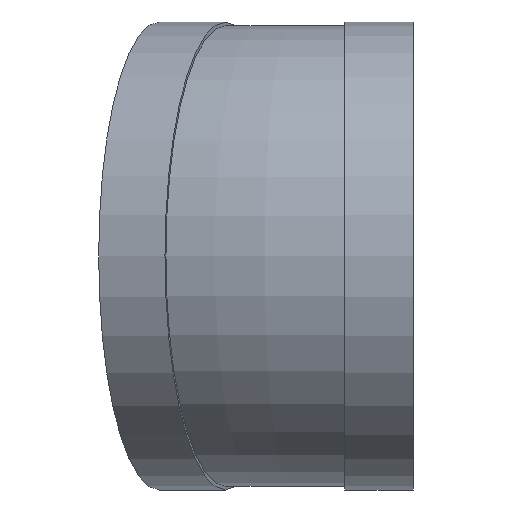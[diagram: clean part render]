
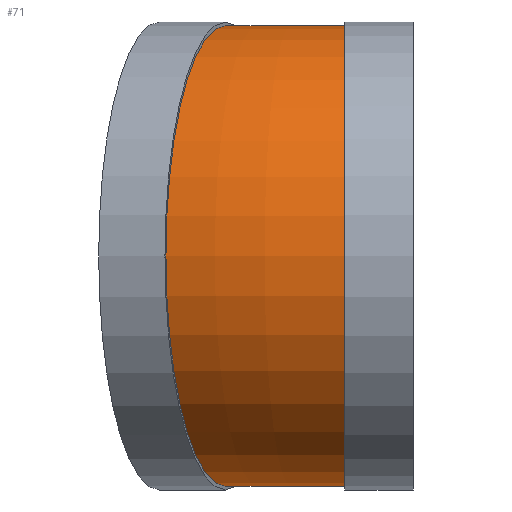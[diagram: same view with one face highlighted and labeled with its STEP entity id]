
A CAD part, left-side view. The second image highlights one B-rep face of the part: STEP entity #71.
In plain terms, the highlighted toroidal (fillet/blend) face has major radius 355 mm and minor radius 177.5 mm.
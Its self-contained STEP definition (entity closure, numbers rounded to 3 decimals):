
#71 = ADVANCED_FACE( '', ( #138, #139 ), #140, .T. );
#138 = FACE_OUTER_BOUND( '', #200, .T. );
#139 = FACE_OUTER_BOUND( '', #201, .T. );
#140 = TOROIDAL_SURFACE( '', #202, 355., 177.5 );
#200 = EDGE_LOOP( '', ( #262 ) );
#201 = EDGE_LOOP( '', ( #263 ) );
#202 = AXIS2_PLACEMENT_3D( '', #264, #265, #266 );
#262 = ORIENTED_EDGE( '', *, *, #316, .T. );
#263 = ORIENTED_EDGE( '', *, *, #314, .F. );
#264 = CARTESIAN_POINT( '', ( 355., 52.9, 0. ) );
#265 = DIRECTION( '', ( 0., 0., -1. ) );
#266 = DIRECTION( '', ( -1., 0., 0. ) );
#314 = EDGE_CURVE( '', #348, #348, #349, .T. );
#316 = EDGE_CURVE( '', #351, #351, #352, .T. );
#348 = VERTEX_POINT( '', #384 );
#349 = CIRCLE( '', #385, 177.5 );
#351 = VERTEX_POINT( '', #387 );
#352 = CIRCLE( '', #388, 177.5 );
#384 = CARTESIAN_POINT( '', ( 183.548, 98.84, 0. ) );
#385 = AXIS2_PLACEMENT_3D( '', #424, #425, #426 );
#387 = CARTESIAN_POINT( '', ( 177.5, 52.9, 0. ) );
#388 = AXIS2_PLACEMENT_3D( '', #427, #428, #429 );
#424 = CARTESIAN_POINT( '', ( 12.096, 144.781, 0. ) );
#425 = DIRECTION( '', ( 0.259, 0.966, 0. ) );
#426 = DIRECTION( '', ( 0.966, -0.259, 0. ) );
#427 = CARTESIAN_POINT( '', ( 0., 52.9, 0. ) );
#428 = DIRECTION( '', ( 0., 1., 0. ) );
#429 = DIRECTION( '', ( 1., 0., 0. ) );
